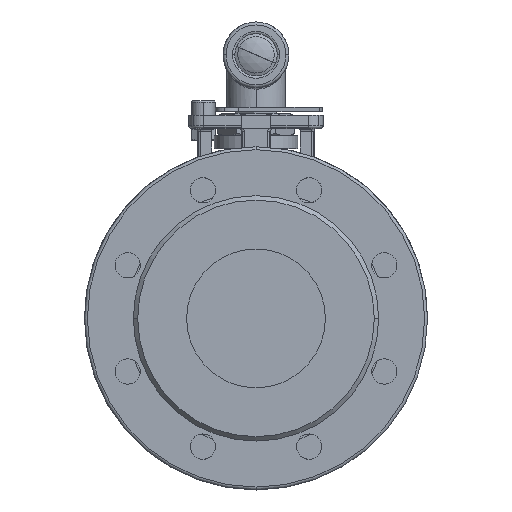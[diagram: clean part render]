
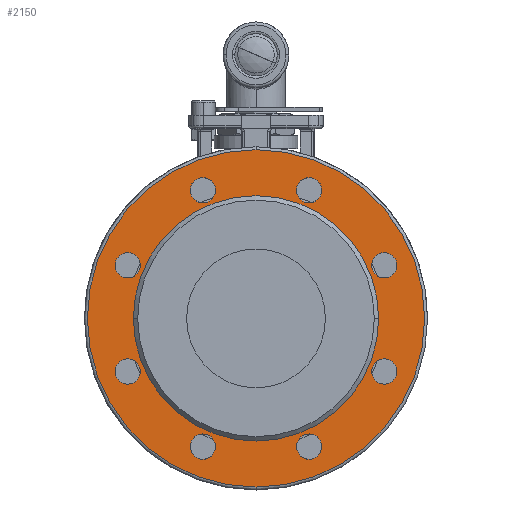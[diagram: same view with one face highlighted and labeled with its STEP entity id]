
A CAD part, left-side view. The second image highlights one B-rep face of the part: STEP entity #2150.
In plain terms, the highlighted planar face has unit normal (-1, 0, 0).
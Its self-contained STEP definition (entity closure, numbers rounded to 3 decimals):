
#2150=ADVANCED_FACE('',(#5078,#5079,#5080,#5081,#5082,#5083,#5084,#5085,#5086,#5087),#5088,.T.);
#5078=FACE_OUTER_BOUND('',#8860,.T.);
#5079=FACE_BOUND('',#8861,.T.);
#5080=FACE_BOUND('',#8862,.T.);
#5081=FACE_BOUND('',#8863,.T.);
#5082=FACE_BOUND('',#8864,.T.);
#5083=FACE_BOUND('',#8865,.T.);
#5084=FACE_BOUND('',#8866,.T.);
#5085=FACE_BOUND('',#8867,.T.);
#5086=FACE_BOUND('',#8868,.T.);
#5087=FACE_BOUND('',#8869,.T.);
#5088=PLANE('',#8870);
#8860=EDGE_LOOP('',(#57648,#57649));
#8861=EDGE_LOOP('',(#57650,#57651));
#8862=EDGE_LOOP('',(#57652,#57653));
#8863=EDGE_LOOP('',(#57654,#57655));
#8864=EDGE_LOOP('',(#57656,#57657));
#8865=EDGE_LOOP('',(#57658,#57659));
#8866=EDGE_LOOP('',(#57660,#57661));
#8867=EDGE_LOOP('',(#57662,#57663));
#8868=EDGE_LOOP('',(#57664,#57665));
#8869=EDGE_LOOP('',(#57666,#57667));
#8870=AXIS2_PLACEMENT_3D('',#57668,#57669,#57670);
#57648=ORIENTED_EDGE('',*,*,#65725,.F.);
#57649=ORIENTED_EDGE('',*,*,#64266,.F.);
#57650=ORIENTED_EDGE('',*,*,#65274,.T.);
#57651=ORIENTED_EDGE('',*,*,#64671,.T.);
#57652=ORIENTED_EDGE('',*,*,#64664,.T.);
#57653=ORIENTED_EDGE('',*,*,#65280,.T.);
#57654=ORIENTED_EDGE('',*,*,#64659,.T.);
#57655=ORIENTED_EDGE('',*,*,#65284,.T.);
#57656=ORIENTED_EDGE('',*,*,#64654,.T.);
#57657=ORIENTED_EDGE('',*,*,#65287,.T.);
#57658=ORIENTED_EDGE('',*,*,#64648,.T.);
#57659=ORIENTED_EDGE('',*,*,#65291,.T.);
#57660=ORIENTED_EDGE('',*,*,#64641,.T.);
#57661=ORIENTED_EDGE('',*,*,#65294,.T.);
#57662=ORIENTED_EDGE('',*,*,#64634,.T.);
#57663=ORIENTED_EDGE('',*,*,#65297,.T.);
#57664=ORIENTED_EDGE('',*,*,#64628,.T.);
#57665=ORIENTED_EDGE('',*,*,#65301,.T.);
#57666=ORIENTED_EDGE('',*,*,#64623,.T.);
#57667=ORIENTED_EDGE('',*,*,#65304,.T.);
#57668=CARTESIAN_POINT('',(-72.0,100.75,0.0));
#57669=DIRECTION('',(-1.0,0.0,0.0));
#57670=DIRECTION('',(0.0,0.0,1.0));
#64266=EDGE_CURVE('',#69165,#69168,#69169,.T.);
#64623=EDGE_CURVE('',#69793,#69791,#69794,.T.);
#64628=EDGE_CURVE('',#69802,#69799,#69803,.T.);
#64634=EDGE_CURVE('',#69813,#69810,#69814,.T.);
#64641=EDGE_CURVE('',#69826,#69823,#69827,.T.);
#64648=EDGE_CURVE('',#69839,#69836,#69840,.T.);
#64654=EDGE_CURVE('',#69850,#69847,#69851,.T.);
#64659=EDGE_CURVE('',#69858,#69855,#69859,.T.);
#64664=EDGE_CURVE('',#69867,#69864,#69868,.T.);
#64671=EDGE_CURVE('',#69874,#69878,#69880,.T.);
#65274=EDGE_CURVE('',#69878,#69874,#70765,.T.);
#65280=EDGE_CURVE('',#69864,#69867,#70771,.T.);
#65284=EDGE_CURVE('',#69855,#69858,#70775,.T.);
#65287=EDGE_CURVE('',#69847,#69850,#70778,.T.);
#65291=EDGE_CURVE('',#69836,#69839,#70783,.T.);
#65294=EDGE_CURVE('',#69823,#69826,#70786,.T.);
#65297=EDGE_CURVE('',#69810,#69813,#70789,.T.);
#65301=EDGE_CURVE('',#69799,#69802,#70794,.T.);
#65304=EDGE_CURVE('',#69791,#69793,#70797,.T.);
#65725=EDGE_CURVE('',#69168,#69165,#71323,.T.);
#69165=VERTEX_POINT('',#81050);
#69168=VERTEX_POINT('',#81053);
#69169=CIRCLE('',#81054,115.5);
#69791=VERTEX_POINT('',#82304);
#69793=VERTEX_POINT('',#82307);
#69794=CIRCLE('',#82308,8.647);
#69799=VERTEX_POINT('',#82314);
#69802=VERTEX_POINT('',#82318);
#69803=CIRCLE('',#82319,8.647);
#69810=VERTEX_POINT('',#82342);
#69813=VERTEX_POINT('',#82346);
#69814=CIRCLE('',#82347,8.647);
#69823=VERTEX_POINT('',#82372);
#69826=VERTEX_POINT('',#82376);
#69827=CIRCLE('',#82377,8.647);
#69836=VERTEX_POINT('',#82402);
#69839=VERTEX_POINT('',#82406);
#69840=CIRCLE('',#82407,8.647);
#69847=VERTEX_POINT('',#82428);
#69850=VERTEX_POINT('',#82432);
#69851=CIRCLE('',#82433,8.647);
#69855=VERTEX_POINT('',#82438);
#69858=VERTEX_POINT('',#82442);
#69859=CIRCLE('',#82443,8.647);
#69864=VERTEX_POINT('',#82449);
#69867=VERTEX_POINT('',#82453);
#69868=CIRCLE('',#82454,8.647);
#69874=VERTEX_POINT('',#82461);
#69878=VERTEX_POINT('',#82466);
#69880=CIRCLE('',#82469,84.0);
#70765=CIRCLE('',#84406,84.0);
#70771=CIRCLE('',#84412,8.647);
#70775=CIRCLE('',#84416,8.647);
#70778=CIRCLE('',#84419,8.647);
#70783=CIRCLE('',#84429,8.647);
#70786=CIRCLE('',#84432,8.647);
#70789=CIRCLE('',#84435,8.647);
#70794=CIRCLE('',#84455,8.647);
#70797=CIRCLE('',#84458,8.647);
#71323=CIRCLE('',#85704,115.5);
#81050=CARTESIAN_POINT('',(-72.0,0.,-115.5));
#81053=CARTESIAN_POINT('',(-72.0,0.,115.5));
#81054=AXIS2_PLACEMENT_3D('',#108104,#108105,#108106);
#82304=CARTESIAN_POINT('',(-72.0,36.355,-79.122));
#82307=CARTESIAN_POINT('',(-72.0,36.355,-96.416));
#82308=AXIS2_PLACEMENT_3D('',#108656,#108657,#108658);
#82314=CARTESIAN_POINT('',(-72.0,-36.355,-79.122));
#82318=CARTESIAN_POINT('',(-72.0,-36.355,-96.416));
#82319=AXIS2_PLACEMENT_3D('',#108664,#108665,#108666);
#82342=CARTESIAN_POINT('',(-72.0,-87.769,-27.708));
#82346=CARTESIAN_POINT('',(-72.0,-87.769,-45.002));
#82347=AXIS2_PLACEMENT_3D('',#108672,#108673,#108674);
#82372=CARTESIAN_POINT('',(-72.0,-87.769,45.002));
#82376=CARTESIAN_POINT('',(-72.0,-87.769,27.708));
#82377=AXIS2_PLACEMENT_3D('',#108683,#108684,#108685);
#82402=CARTESIAN_POINT('',(-72.0,-36.355,96.416));
#82406=CARTESIAN_POINT('',(-72.0,-36.355,79.122));
#82407=AXIS2_PLACEMENT_3D('',#108694,#108695,#108696);
#82428=CARTESIAN_POINT('',(-72.0,36.355,96.416));
#82432=CARTESIAN_POINT('',(-72.0,36.355,79.122));
#82433=AXIS2_PLACEMENT_3D('',#108702,#108703,#108704);
#82438=CARTESIAN_POINT('',(-72.0,87.769,45.002));
#82442=CARTESIAN_POINT('',(-72.0,87.769,27.708));
#82443=AXIS2_PLACEMENT_3D('',#108710,#108711,#108712);
#82449=CARTESIAN_POINT('',(-72.0,87.769,-27.708));
#82453=CARTESIAN_POINT('',(-72.0,87.769,-45.002));
#82454=AXIS2_PLACEMENT_3D('',#108718,#108719,#108720);
#82461=CARTESIAN_POINT('',(-72.0,84.0,0.));
#82466=CARTESIAN_POINT('',(-72.0,-84.0,0.));
#82469=AXIS2_PLACEMENT_3D('',#108730,#108731,#108732);
#84406=AXIS2_PLACEMENT_3D('',#109409,#109410,#109411);
#84412=AXIS2_PLACEMENT_3D('',#109421,#109422,#109423);
#84416=AXIS2_PLACEMENT_3D('',#109430,#109431,#109432);
#84419=AXIS2_PLACEMENT_3D('',#109436,#109437,#109438);
#84429=AXIS2_PLACEMENT_3D('',#109442,#109443,#109444);
#84432=AXIS2_PLACEMENT_3D('',#109448,#109449,#109450);
#84435=AXIS2_PLACEMENT_3D('',#109454,#109455,#109456);
#84455=AXIS2_PLACEMENT_3D('',#109460,#109461,#109462);
#84458=AXIS2_PLACEMENT_3D('',#109466,#109467,#109468);
#85704=AXIS2_PLACEMENT_3D('',#110036,#110037,#110038);
#108104=CARTESIAN_POINT('',(-72.0,0.0,0.0));
#108105=DIRECTION('',(1.0,0.0,0.0));
#108106=DIRECTION('',(0.0,-1.0,0.));
#108656=CARTESIAN_POINT('',(-72.0,36.355,-87.769));
#108657=DIRECTION('',(1.0,0.0,-0.0));
#108658=DIRECTION('',(0.0,0.0,1.0));
#108664=CARTESIAN_POINT('',(-72.0,-36.355,-87.769));
#108665=DIRECTION('',(1.0,0.0,-0.0));
#108666=DIRECTION('',(0.0,0.0,1.0));
#108672=CARTESIAN_POINT('',(-72.0,-87.769,-36.355));
#108673=DIRECTION('',(1.0,0.0,-0.0));
#108674=DIRECTION('',(0.0,0.0,1.0));
#108683=CARTESIAN_POINT('',(-72.0,-87.769,36.355));
#108684=DIRECTION('',(1.0,0.0,-0.0));
#108685=DIRECTION('',(0.0,0.0,1.0));
#108694=CARTESIAN_POINT('',(-72.0,-36.355,87.769));
#108695=DIRECTION('',(1.0,0.0,-0.0));
#108696=DIRECTION('',(0.0,0.0,1.0));
#108702=CARTESIAN_POINT('',(-72.0,36.355,87.769));
#108703=DIRECTION('',(1.0,0.0,-0.0));
#108704=DIRECTION('',(0.0,0.0,1.0));
#108710=CARTESIAN_POINT('',(-72.0,87.769,36.355));
#108711=DIRECTION('',(1.0,0.0,-0.0));
#108712=DIRECTION('',(0.0,0.0,1.0));
#108718=CARTESIAN_POINT('',(-72.0,87.769,-36.355));
#108719=DIRECTION('',(1.0,0.0,-0.0));
#108720=DIRECTION('',(0.0,0.0,1.0));
#108730=CARTESIAN_POINT('',(-72.0,0.0,0.0));
#108731=DIRECTION('',(1.0,0.0,0.0));
#108732=DIRECTION('',(0.0,1.0,0.0));
#109409=CARTESIAN_POINT('',(-72.0,0.0,0.0));
#109410=DIRECTION('',(1.0,0.0,0.0));
#109411=DIRECTION('',(0.0,1.0,0.0));
#109421=CARTESIAN_POINT('',(-72.0,87.769,-36.355));
#109422=DIRECTION('',(1.0,0.0,-0.0));
#109423=DIRECTION('',(0.0,0.0,1.0));
#109430=CARTESIAN_POINT('',(-72.0,87.769,36.355));
#109431=DIRECTION('',(1.0,0.0,-0.0));
#109432=DIRECTION('',(0.0,0.0,1.0));
#109436=CARTESIAN_POINT('',(-72.0,36.355,87.769));
#109437=DIRECTION('',(1.0,0.0,-0.0));
#109438=DIRECTION('',(0.0,0.0,1.0));
#109442=CARTESIAN_POINT('',(-72.0,-36.355,87.769));
#109443=DIRECTION('',(1.0,0.0,-0.0));
#109444=DIRECTION('',(0.0,0.0,1.0));
#109448=CARTESIAN_POINT('',(-72.0,-87.769,36.355));
#109449=DIRECTION('',(1.0,0.0,-0.0));
#109450=DIRECTION('',(0.0,0.0,1.0));
#109454=CARTESIAN_POINT('',(-72.0,-87.769,-36.355));
#109455=DIRECTION('',(1.0,0.0,-0.0));
#109456=DIRECTION('',(0.0,0.0,1.0));
#109460=CARTESIAN_POINT('',(-72.0,-36.355,-87.769));
#109461=DIRECTION('',(1.0,0.0,-0.0));
#109462=DIRECTION('',(0.0,0.0,1.0));
#109466=CARTESIAN_POINT('',(-72.0,36.355,-87.769));
#109467=DIRECTION('',(1.0,0.0,-0.0));
#109468=DIRECTION('',(0.0,0.0,1.0));
#110036=CARTESIAN_POINT('',(-72.0,0.0,0.0));
#110037=DIRECTION('',(1.0,0.0,0.0));
#110038=DIRECTION('',(0.0,-1.0,0.));
